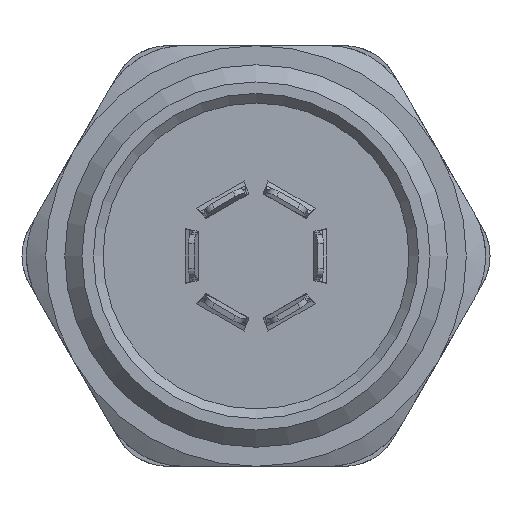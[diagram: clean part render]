
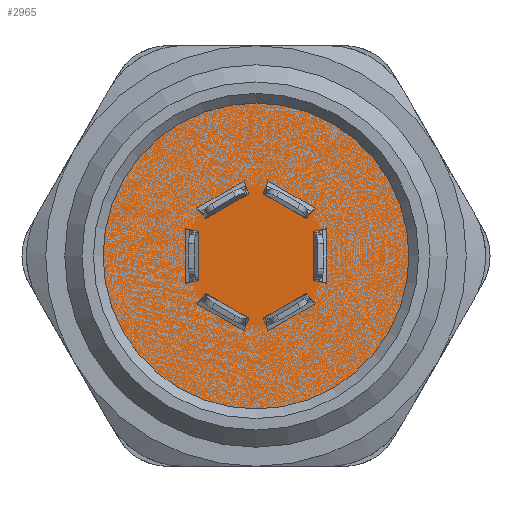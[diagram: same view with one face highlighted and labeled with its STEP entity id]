
A CAD part, front view. The second image highlights one B-rep face of the part: STEP entity #2965.
In plain terms, the highlighted planar face has unit normal (0, 1, 0).
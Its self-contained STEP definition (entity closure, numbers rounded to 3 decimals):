
#843=FACE_OUTER_BOUND('',#1019,.T.);
#1019=EDGE_LOOP('',(#2558));
#1098=CIRCLE('',#3218,8.);
#1354=VERTEX_POINT('',#6379);
#1756=EDGE_CURVE('',#1354,#1354,#1098,.T.);
#2558=ORIENTED_EDGE('',*,*,#1756,.T.);
#2635=PLANE('',#3217);
#2965=ADVANCED_FACE('',(#843),#2635,.T.);
#3217=AXIS2_PLACEMENT_3D('',#6378,#3893,#3894);
#3218=AXIS2_PLACEMENT_3D('',#6380,#3895,#3896);
#3893=DIRECTION('center_axis',(0.,1.,0.));
#3894=DIRECTION('ref_axis',(0.,0.,1.));
#3895=DIRECTION('center_axis',(0.,1.,0.));
#3896=DIRECTION('ref_axis',(-1.,0.,0.));
#6378=CARTESIAN_POINT('Origin',(-7.728,4.921,0.));
#6379=CARTESIAN_POINT('',(-15.728,4.921,0.));
#6380=CARTESIAN_POINT('Origin',(-7.728,4.921,0.));
